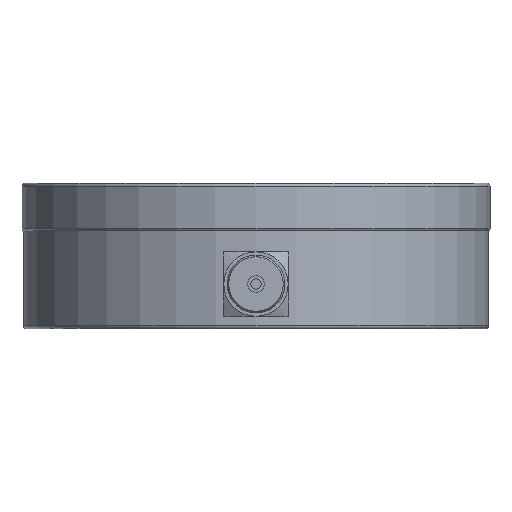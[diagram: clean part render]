
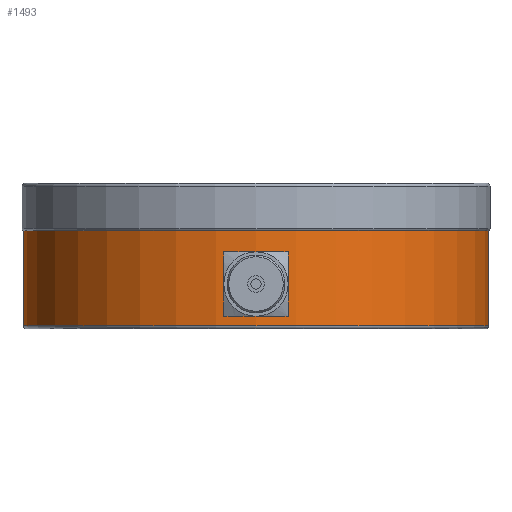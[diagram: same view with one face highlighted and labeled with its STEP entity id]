
A CAD part, front view. The second image highlights one B-rep face of the part: STEP entity #1493.
In plain terms, the highlighted cylindrical face has radius 79.5 mm (diameter 159 mm), a partial arc.
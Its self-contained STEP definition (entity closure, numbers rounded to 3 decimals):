
#17 = CIRCLE ( 'NONE', #818, 79.5 ) ;
#21 = CIRCLE ( 'NONE', #821, 79.5 ) ;
#81 = EDGE_CURVE ( 'NONE', #850, #857, #1095, .T. ) ;
#90 = EDGE_CURVE ( 'NONE', #862, #217, #1110, .T. ) ;
#217 = VERTEX_POINT ( 'NONE', #1909 ) ;
#352 = DIRECTION ( 'NONE',  ( 0., 0., -1. ) ) ;
#355 = CARTESIAN_POINT ( 'NONE',  ( 0., 0., -17. ) ) ;
#356 = DIRECTION ( 'NONE',  ( -1., 0., 0. ) ) ;
#666 = CARTESIAN_POINT ( 'NONE',  ( 79.5, 0., -17. ) ) ;
#677 = CARTESIAN_POINT ( 'NONE',  ( -79.5, 0., -49.5 ) ) ;
#693 = CARTESIAN_POINT ( 'NONE',  ( -79.5, 0., -17. ) ) ;
#802 = AXIS2_PLACEMENT_3D ( 'NONE', #1541, #1542, #1547 ) ;
#818 = AXIS2_PLACEMENT_3D ( 'NONE', #355, #352, #356 ) ;
#821 = AXIS2_PLACEMENT_3D ( 'NONE', #1519, #1518, #1516 ) ;
#850 = VERTEX_POINT ( 'NONE', #693 ) ;
#857 = VERTEX_POINT ( 'NONE', #677 ) ;
#862 = VERTEX_POINT ( 'NONE', #666 ) ;
#949 = ORIENTED_EDGE ( 'NONE', *, *, #2161, .T. ) ;
#950 = ORIENTED_EDGE ( 'NONE', *, *, #81, .T. ) ;
#951 = ORIENTED_EDGE ( 'NONE', *, *, #2157, .T. ) ;
#952 = ORIENTED_EDGE ( 'NONE', *, *, #90, .F. ) ;
#1068 = EDGE_LOOP ( 'NONE', ( #952, #951, #950, #949 ) ) ;
#1095 = LINE ( 'NONE', #1843, #1100 ) ;
#1100 = VECTOR ( 'NONE', #1847, 1000. ) ;
#1110 = LINE ( 'NONE', #2121, #1115 ) ;
#1115 = VECTOR ( 'NONE', #1861, 1000. ) ;
#1373 = FACE_OUTER_BOUND ( 'NONE', #1068, .T. ) ;
#1378 = CYLINDRICAL_SURFACE ( 'NONE', #802, 79.5 ) ;
#1493 = ADVANCED_FACE ( 'NONE', ( #1373 ), #1378, .T. ) ;
#1516 = DIRECTION ( 'NONE',  ( -1., 0., 0. ) ) ;
#1518 = DIRECTION ( 'NONE',  ( 0., 0., 1. ) ) ;
#1519 = CARTESIAN_POINT ( 'NONE',  ( 0., 0., -49.5 ) ) ;
#1541 = CARTESIAN_POINT ( 'NONE',  ( 0., 0., 0. ) ) ;
#1542 = DIRECTION ( 'NONE',  ( 0., 0., -1. ) ) ;
#1547 = DIRECTION ( 'NONE',  ( -1., 0., 0. ) ) ;
#1843 = CARTESIAN_POINT ( 'NONE',  ( -79.5, 0., 0. ) ) ;
#1847 = DIRECTION ( 'NONE',  ( 0., 0., -1. ) ) ;
#1861 = DIRECTION ( 'NONE',  ( 0., 0., -1. ) ) ;
#1909 = CARTESIAN_POINT ( 'NONE',  ( 79.5, 0., -49.5 ) ) ;
#2121 = CARTESIAN_POINT ( 'NONE',  ( 79.5, 0., 0. ) ) ;
#2157 = EDGE_CURVE ( 'NONE', #862, #850, #17, .T. ) ;
#2161 = EDGE_CURVE ( 'NONE', #857, #217, #21, .T. ) ;
